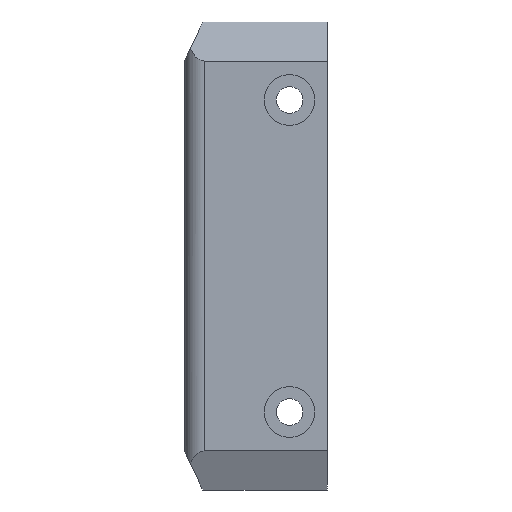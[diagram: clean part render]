
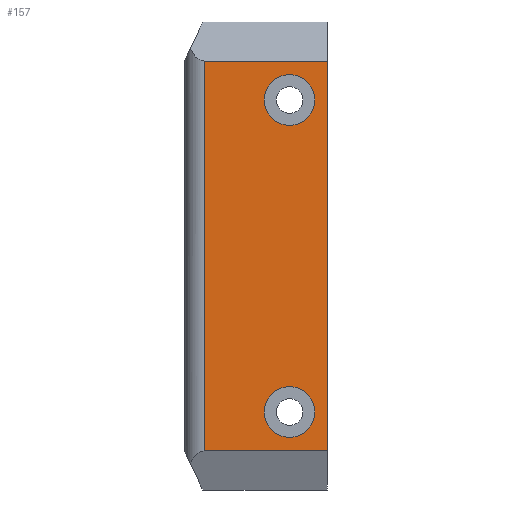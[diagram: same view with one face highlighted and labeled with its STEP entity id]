
A CAD part, front view. The second image highlights one B-rep face of the part: STEP entity #157.
In plain terms, the highlighted planar face has unit normal (0, -1, 0).
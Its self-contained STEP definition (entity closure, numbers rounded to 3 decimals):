
#2 = DIRECTION ( 'NONE',  ( 1., 0., 0. ) ) ;
#3 = ORIENTED_EDGE ( 'NONE', *, *, #233, .F. ) ;
#9 = DIRECTION ( 'NONE',  ( 0., 0., -1. ) ) ;
#28 = FACE_BOUND ( 'NONE', #406, .T. ) ;
#39 = EDGE_LOOP ( 'NONE', ( #284, #460, #369, #169 ) ) ;
#46 = CARTESIAN_POINT ( 'NONE',  ( 13.45, 0., 6.75 ) ) ;
#56 = DIRECTION ( 'NONE',  ( 0., -1., 0. ) ) ;
#63 = EDGE_CURVE ( 'NONE', #127, #189, #482, .T. ) ;
#68 = DIRECTION ( 'NONE',  ( 0., 0., -1. ) ) ;
#70 = CIRCLE ( 'NONE', #592, 3.25 ) ;
#75 = CARTESIAN_POINT ( 'NONE',  ( 2.5, 0., 5. ) ) ;
#86 = VERTEX_POINT ( 'NONE', #508 ) ;
#119 = CARTESIAN_POINT ( 'NONE',  ( 18.3, 0., 5. ) ) ;
#126 = DIRECTION ( 'NONE',  ( 0., -1., 0. ) ) ;
#127 = VERTEX_POINT ( 'NONE', #550 ) ;
#134 = DIRECTION ( 'NONE',  ( 0., 0., -1. ) ) ;
#137 = LINE ( 'NONE', #220, #411 ) ;
#138 = EDGE_CURVE ( 'NONE', #189, #409, #264, .T. ) ;
#157 = ADVANCED_FACE ( 'NONE', ( #578, #28, #293 ), #678, .F. ) ;
#169 = ORIENTED_EDGE ( 'NONE', *, *, #677, .F. ) ;
#173 = DIRECTION ( 'NONE',  ( -1., 0., 0. ) ) ;
#187 = VECTOR ( 'NONE', #2, 1000. ) ;
#189 = VERTEX_POINT ( 'NONE', #354 ) ;
#217 = EDGE_CURVE ( 'NONE', #565, #86, #70, .T. ) ;
#220 = CARTESIAN_POINT ( 'NONE',  ( 0., 0., 55. ) ) ;
#222 = CIRCLE ( 'NONE', #298, 3.25 ) ;
#232 = CARTESIAN_POINT ( 'NONE',  ( 13.45, 0., 53.25 ) ) ;
#233 = EDGE_CURVE ( 'NONE', #86, #565, #501, .T. ) ;
#250 = DIRECTION ( 'NONE',  ( 0., 0., -1. ) ) ;
#260 = DIRECTION ( 'NONE',  ( 0., 0., 1. ) ) ;
#261 = CARTESIAN_POINT ( 'NONE',  ( 0., 0., 60. ) ) ;
#264 = LINE ( 'NONE', #639, #187 ) ;
#282 = VERTEX_POINT ( 'NONE', #232 ) ;
#284 = ORIENTED_EDGE ( 'NONE', *, *, #397, .T. ) ;
#293 = FACE_OUTER_BOUND ( 'NONE', #39, .T. ) ;
#298 = AXIS2_PLACEMENT_3D ( 'NONE', #444, #56, #9 ) ;
#301 = DIRECTION ( 'NONE',  ( 0., 0., -1. ) ) ;
#306 = DIRECTION ( 'NONE',  ( 0., -1., 0. ) ) ;
#314 = ORIENTED_EDGE ( 'NONE', *, *, #439, .F. ) ;
#325 = EDGE_CURVE ( 'NONE', #465, #282, #420, .T. ) ;
#354 = CARTESIAN_POINT ( 'NONE',  ( 2.5, 0., 5. ) ) ;
#357 = CARTESIAN_POINT ( 'NONE',  ( 13.45, 0., 10. ) ) ;
#360 = VECTOR ( 'NONE', #250, 1000. ) ;
#369 = ORIENTED_EDGE ( 'NONE', *, *, #138, .T. ) ;
#381 = CARTESIAN_POINT ( 'NONE',  ( 13.45, 0., 46.75 ) ) ;
#391 = AXIS2_PLACEMENT_3D ( 'NONE', #261, #628, #260 ) ;
#397 = EDGE_CURVE ( 'NONE', #633, #127, #137, .T. ) ;
#406 = EDGE_LOOP ( 'NONE', ( #602, #314 ) ) ;
#409 = VERTEX_POINT ( 'NONE', #119 ) ;
#411 = VECTOR ( 'NONE', #173, 1000. ) ;
#415 = VECTOR ( 'NONE', #134, 1000. ) ;
#420 = CIRCLE ( 'NONE', #609, 3.25 ) ;
#428 = CARTESIAN_POINT ( 'NONE',  ( 18.3, 0., 55. ) ) ;
#439 = EDGE_CURVE ( 'NONE', #282, #465, #222, .T. ) ;
#444 = CARTESIAN_POINT ( 'NONE',  ( 13.45, 0., 50. ) ) ;
#460 = ORIENTED_EDGE ( 'NONE', *, *, #63, .T. ) ;
#465 = VERTEX_POINT ( 'NONE', #381 ) ;
#482 = LINE ( 'NONE', #75, #415 ) ;
#501 = CIRCLE ( 'NONE', #658, 3.25 ) ;
#504 = CARTESIAN_POINT ( 'NONE',  ( 13.45, 0., 50. ) ) ;
#508 = CARTESIAN_POINT ( 'NONE',  ( 13.45, 0., 13.25 ) ) ;
#550 = CARTESIAN_POINT ( 'NONE',  ( 2.5, 0., 55. ) ) ;
#565 = VERTEX_POINT ( 'NONE', #46 ) ;
#578 = FACE_BOUND ( 'NONE', #587, .T. ) ;
#587 = EDGE_LOOP ( 'NONE', ( #662, #3 ) ) ;
#592 = AXIS2_PLACEMENT_3D ( 'NONE', #669, #306, #615 ) ;
#602 = ORIENTED_EDGE ( 'NONE', *, *, #325, .F. ) ;
#609 = AXIS2_PLACEMENT_3D ( 'NONE', #504, #126, #68 ) ;
#615 = DIRECTION ( 'NONE',  ( 0., 0., -1. ) ) ;
#616 = CARTESIAN_POINT ( 'NONE',  ( 18.3, 0., 60. ) ) ;
#628 = DIRECTION ( 'NONE',  ( 0., 1., 0. ) ) ;
#633 = VERTEX_POINT ( 'NONE', #428 ) ;
#634 = LINE ( 'NONE', #616, #360 ) ;
#639 = CARTESIAN_POINT ( 'NONE',  ( 0., 0., 5. ) ) ;
#658 = AXIS2_PLACEMENT_3D ( 'NONE', #357, #667, #301 ) ;
#662 = ORIENTED_EDGE ( 'NONE', *, *, #217, .F. ) ;
#667 = DIRECTION ( 'NONE',  ( 0., -1., 0. ) ) ;
#669 = CARTESIAN_POINT ( 'NONE',  ( 13.45, 0., 10. ) ) ;
#677 = EDGE_CURVE ( 'NONE', #633, #409, #634, .T. ) ;
#678 = PLANE ( 'NONE',  #391 ) ;
